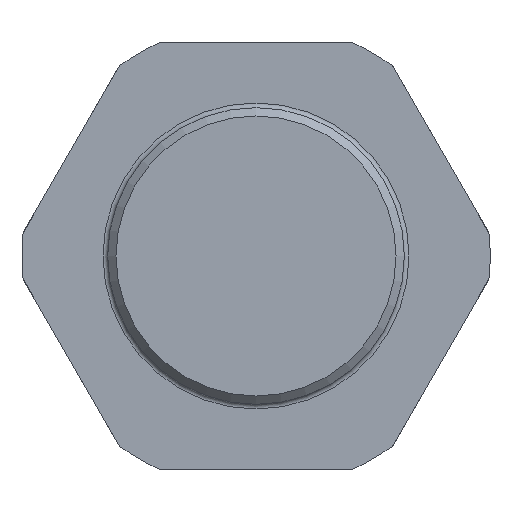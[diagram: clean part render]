
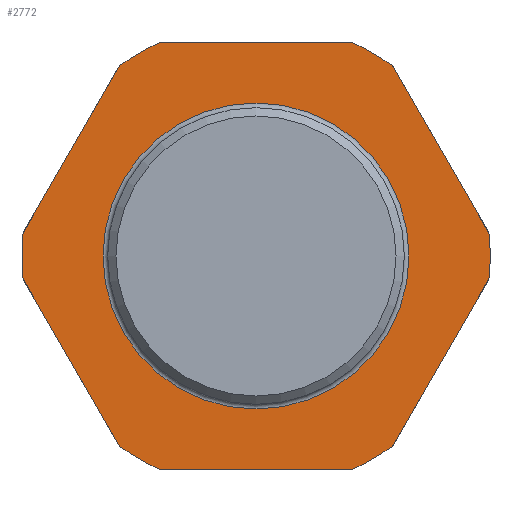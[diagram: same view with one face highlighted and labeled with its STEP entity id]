
A CAD part, left-side view. The second image highlights one B-rep face of the part: STEP entity #2772.
In plain terms, the highlighted planar face has unit normal (-1, 0, 0).
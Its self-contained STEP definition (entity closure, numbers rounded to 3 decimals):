
#48=FACE_BOUND('',#744,.T.);
#100=PLANE('',#3132);
#266=LINE('',#5073,#361);
#269=LINE('',#5103,#364);
#272=LINE('',#5133,#367);
#275=LINE('',#5163,#370);
#278=LINE('',#5183,#373);
#281=LINE('',#5226,#376);
#361=VECTOR('',#3854,10.);
#364=VECTOR('',#3859,10.);
#367=VECTOR('',#3864,10.);
#370=VECTOR('',#3869,10.);
#373=VECTOR('',#3874,10.);
#376=VECTOR('',#3879,10.);
#595=FACE_OUTER_BOUND('',#743,.T.);
#743=EDGE_LOOP('',(#2366,#2367,#2368,#2369,#2370,#2371,#2372,#2373,#2374,
#2375,#2376,#2377));
#744=EDGE_LOOP('',(#2378,#2379));
#974=CIRCLE('',#3112,25.25);
#975=CIRCLE('',#3114,25.25);
#978=CIRCLE('',#3118,25.25);
#980=CIRCLE('',#3121,25.25);
#982=CIRCLE('',#3124,25.25);
#983=CIRCLE('',#3126,25.25);
#988=CIRCLE('',#3133,16.5);
#989=CIRCLE('',#3134,16.5);
#1271=VERTEX_POINT('',#5070);
#1272=VERTEX_POINT('',#5072);
#1275=VERTEX_POINT('',#5100);
#1276=VERTEX_POINT('',#5102);
#1279=VERTEX_POINT('',#5130);
#1280=VERTEX_POINT('',#5132);
#1283=VERTEX_POINT('',#5160);
#1284=VERTEX_POINT('',#5162);
#1287=VERTEX_POINT('',#5180);
#1288=VERTEX_POINT('',#5182);
#1292=VERTEX_POINT('',#5223);
#1293=VERTEX_POINT('',#5225);
#1296=VERTEX_POINT('',#5253);
#1297=VERTEX_POINT('',#5254);
#1640=EDGE_CURVE('',#1272,#1271,#266,.T.);
#1644=EDGE_CURVE('',#1276,#1275,#269,.T.);
#1648=EDGE_CURVE('',#1280,#1279,#272,.T.);
#1652=EDGE_CURVE('',#1284,#1283,#275,.T.);
#1656=EDGE_CURVE('',#1288,#1287,#278,.T.);
#1661=EDGE_CURVE('',#1293,#1292,#281,.T.);
#1664=EDGE_CURVE('',#1293,#1287,#974,.T.);
#1665=EDGE_CURVE('',#1280,#1283,#975,.T.);
#1668=EDGE_CURVE('',#1288,#1279,#978,.T.);
#1670=EDGE_CURVE('',#1284,#1275,#980,.T.);
#1672=EDGE_CURVE('',#1276,#1271,#982,.T.);
#1673=EDGE_CURVE('',#1272,#1292,#983,.T.);
#1678=EDGE_CURVE('',#1296,#1297,#988,.T.);
#1679=EDGE_CURVE('',#1297,#1296,#989,.T.);
#2366=ORIENTED_EDGE('',*,*,#1640,.T.);
#2367=ORIENTED_EDGE('',*,*,#1672,.F.);
#2368=ORIENTED_EDGE('',*,*,#1644,.T.);
#2369=ORIENTED_EDGE('',*,*,#1670,.F.);
#2370=ORIENTED_EDGE('',*,*,#1652,.T.);
#2371=ORIENTED_EDGE('',*,*,#1665,.F.);
#2372=ORIENTED_EDGE('',*,*,#1648,.T.);
#2373=ORIENTED_EDGE('',*,*,#1668,.F.);
#2374=ORIENTED_EDGE('',*,*,#1656,.T.);
#2375=ORIENTED_EDGE('',*,*,#1664,.F.);
#2376=ORIENTED_EDGE('',*,*,#1661,.T.);
#2377=ORIENTED_EDGE('',*,*,#1673,.F.);
#2378=ORIENTED_EDGE('',*,*,#1678,.T.);
#2379=ORIENTED_EDGE('',*,*,#1679,.T.);
#2772=ADVANCED_FACE('',(#595,#48),#100,.T.);
#3112=AXIS2_PLACEMENT_3D('',#5230,#3885,#3886);
#3114=AXIS2_PLACEMENT_3D('',#5232,#3889,#3890);
#3118=AXIS2_PLACEMENT_3D('',#5236,#3897,#3898);
#3121=AXIS2_PLACEMENT_3D('',#5239,#3903,#3904);
#3124=AXIS2_PLACEMENT_3D('',#5242,#3909,#3910);
#3126=AXIS2_PLACEMENT_3D('',#5244,#3913,#3914);
#3132=AXIS2_PLACEMENT_3D('',#5252,#3925,#3926);
#3133=AXIS2_PLACEMENT_3D('',#5255,#3927,#3928);
#3134=AXIS2_PLACEMENT_3D('',#5256,#3929,#3930);
#3854=DIRECTION('',(0.,0.5,0.866));
#3859=DIRECTION('',(0.,1.,0.));
#3864=DIRECTION('',(0.,-0.5,-0.866));
#3869=DIRECTION('',(0.,0.5,-0.866));
#3874=DIRECTION('',(0.,-1.,0.));
#3879=DIRECTION('',(0.,-0.5,0.866));
#3885=DIRECTION('center_axis',(1.,0.,0.));
#3886=DIRECTION('ref_axis',(0.,0.,1.));
#3889=DIRECTION('center_axis',(1.,0.,0.));
#3890=DIRECTION('ref_axis',(0.,0.,1.));
#3897=DIRECTION('center_axis',(1.,0.,0.));
#3898=DIRECTION('ref_axis',(0.,0.,1.));
#3903=DIRECTION('center_axis',(1.,0.,0.));
#3904=DIRECTION('ref_axis',(0.,0.,1.));
#3909=DIRECTION('center_axis',(1.,0.,0.));
#3910=DIRECTION('ref_axis',(0.,0.,1.));
#3913=DIRECTION('center_axis',(1.,0.,0.));
#3914=DIRECTION('ref_axis',(0.,0.,1.));
#3925=DIRECTION('center_axis',(-1.,0.,0.));
#3926=DIRECTION('ref_axis',(0.,0.,
-1.));
#3927=DIRECTION('center_axis',(1.,0.,0.));
#3928=DIRECTION('ref_axis',(0.,0.,1.));
#3929=DIRECTION('center_axis',(1.,0.,0.));
#3930=DIRECTION('ref_axis',(0.,0.,1.));
#5070=CARTESIAN_POINT('',(-16.6,-14.709,20.523));
#5072=CARTESIAN_POINT('',(-16.6,-25.128,2.477));
#5073=CARTESIAN_POINT('',(-16.6,-25.68,1.522));
#5100=CARTESIAN_POINT('',(-16.6,10.419,23.));
#5102=CARTESIAN_POINT('',(-16.6,-10.419,23.));
#5103=CARTESIAN_POINT('',(-16.6,-17.835,23.));
#5130=CARTESIAN_POINT('',(-16.6,14.709,-20.523));
#5132=CARTESIAN_POINT('',(-16.6,25.128,-2.477));
#5133=CARTESIAN_POINT('',(-16.6,19.367,-12.455));
#5160=CARTESIAN_POINT('',(-16.6,25.128,2.477));
#5162=CARTESIAN_POINT('',(-16.6,14.709,20.523));
#5163=CARTESIAN_POINT('',(-16.6,14.158,21.478));
#5180=CARTESIAN_POINT('',(-16.6,-10.419,-23.));
#5182=CARTESIAN_POINT('',(-16.6,10.419,-23.));
#5183=CARTESIAN_POINT('',(-16.6,-7.415,-23.));
#5223=CARTESIAN_POINT('',(-16.6,-25.128,-2.477));
#5225=CARTESIAN_POINT('',(-16.6,-14.709,-20.523));
#5226=CARTESIAN_POINT('',(-16.6,-20.47,-10.545));
#5230=CARTESIAN_POINT('Origin',(-16.6,0.,
0.));
#5232=CARTESIAN_POINT('Origin',(-16.6,0.,
0.));
#5236=CARTESIAN_POINT('Origin',(-16.6,0.,
0.));
#5239=CARTESIAN_POINT('Origin',(-16.6,0.,
0.));
#5242=CARTESIAN_POINT('Origin',(-16.6,0.,
0.));
#5244=CARTESIAN_POINT('Origin',(-16.6,0.,
0.));
#5252=CARTESIAN_POINT('Origin',(-16.6,-25.25,0.));
#5253=CARTESIAN_POINT('',(-16.6,-16.5,0.));
#5254=CARTESIAN_POINT('',(-16.6,0.,-16.5));
#5255=CARTESIAN_POINT('Origin',(-16.6,0.,
0.));
#5256=CARTESIAN_POINT('Origin',(-16.6,0.,
0.));
